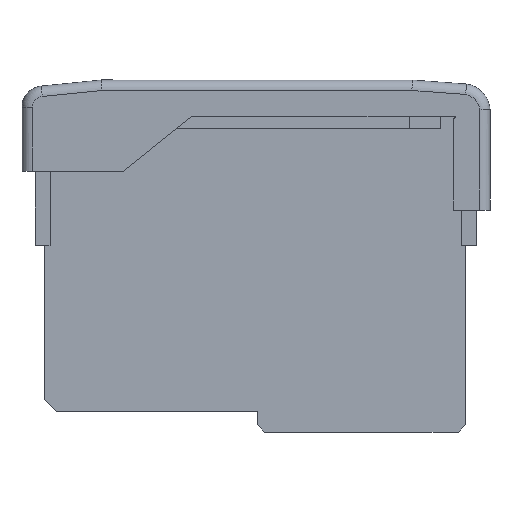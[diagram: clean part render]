
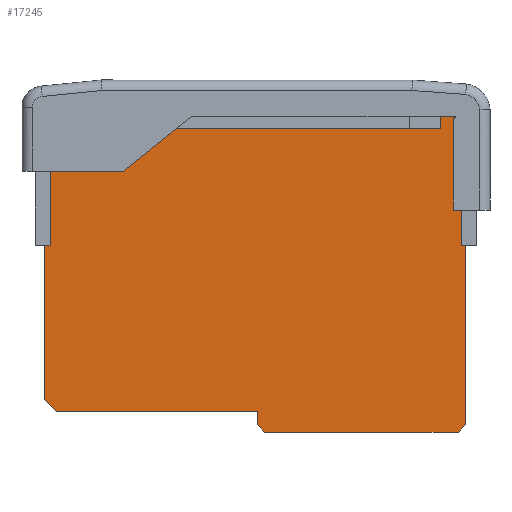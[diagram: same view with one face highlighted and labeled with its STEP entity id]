
A CAD part, left-side view. The second image highlights one B-rep face of the part: STEP entity #17245.
In plain terms, the highlighted planar face has unit normal (-1, 0, 0).
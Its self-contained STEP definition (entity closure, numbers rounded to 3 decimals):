
#348 = EDGE_CURVE ( 'NONE', #349, #1935, #3954, .T. ) ;
#349 = VERTEX_POINT ( 'NONE', #3950 ) ;
#440 = EDGE_CURVE ( 'NONE', #349, #1921, #4246, .T. ) ;
#1560 = EDGE_CURVE ( 'NONE', #1561, #1924, #13287, .T. ) ;
#1561 = VERTEX_POINT ( 'NONE', #13283 ) ;
#1676 = EDGE_CURVE ( 'NONE', #1941, #1561, #13618, .T. ) ;
#1921 = VERTEX_POINT ( 'NONE', #14414 ) ;
#1924 = VERTEX_POINT ( 'NONE', #14409 ) ;
#1935 = VERTEX_POINT ( 'NONE', #14500 ) ;
#1941 = VERTEX_POINT ( 'NONE', #14493 ) ;
#3950 = CARTESIAN_POINT ( 'NONE',  ( 24.783, -35.086, -26.636 ) ) ;
#3951 = DIRECTION ( 'NONE',  ( 0., 0., 1. ) ) ;
#3952 = VECTOR ( 'NONE', #3951, 1000. ) ;
#3953 = CARTESIAN_POINT ( 'NONE',  ( 24.783, -35.086, -26.636 ) ) ;
#3954 = LINE ( 'NONE', #3953, #3952 ) ;
#4243 = DIRECTION ( 'NONE',  ( 0., -1., 0. ) ) ;
#4244 = VECTOR ( 'NONE', #4243, 1000. ) ;
#4245 = CARTESIAN_POINT ( 'NONE',  ( 24.783, -35.086, -26.636 ) ) ;
#4246 = LINE ( 'NONE', #4245, #4244 ) ;
#6966 = FACE_OUTER_BOUND ( 'NONE', #17098, .T. ) ;
#6972 = DIRECTION ( 'NONE',  ( 0., -0.996, 0.085 ) ) ;
#6973 = VECTOR ( 'NONE', #6972, 1000. ) ;
#6985 = CARTESIAN_POINT ( 'NONE',  ( 24.783, 45.139, 1.697 ) ) ;
#6986 = LINE ( 'NONE', #6985, #6973 ) ;
#7008 = CARTESIAN_POINT ( 'NONE',  ( 24.783, 30.493, 2.947 ) ) ;
#7009 = DIRECTION ( 'NONE',  ( 0., 0., 1. ) ) ;
#7010 = DIRECTION ( 'NONE',  ( -1., 0., 0. ) ) ;
#7011 = CARTESIAN_POINT ( 'NONE',  ( 24.783, 0.421, -98.721 ) ) ;
#7012 = AXIS2_PLACEMENT_3D ( 'NONE', #7011, #7010, #7009 ) ;
#7013 = PLANE ( 'NONE',  #7012 ) ;
#7018 = DIRECTION ( 'NONE',  ( 0., 0.664, 0.748 ) ) ;
#7019 = VECTOR ( 'NONE', #7018, 1000. ) ;
#7020 = CARTESIAN_POINT ( 'NONE',  ( 24.783, 4.139, -61.098 ) ) ;
#7021 = LINE ( 'NONE', #7020, #7019 ) ;
#7031 = CARTESIAN_POINT ( 'NONE',  ( 24.783, 2.772, -62.637 ) ) ;
#7032 = DIRECTION ( 'NONE',  ( 0., 0., 1. ) ) ;
#7033 = VECTOR ( 'NONE', #7032, 1000. ) ;
#7034 = CARTESIAN_POINT ( 'NONE',  ( 24.783, 4.139, -58.593 ) ) ;
#7035 = LINE ( 'NONE', #7034, #7033 ) ;
#7036 = CARTESIAN_POINT ( 'NONE',  ( 24.783, 4.139, -61.098 ) ) ;
#7248 = CARTESIAN_POINT ( 'NONE',  ( 24.783, 45.139, -56.401 ) ) ;
#7249 = LINE ( 'NONE', #7248, #7297 ) ;
#7289 = CARTESIAN_POINT ( 'NONE',  ( 24.783, 45.139, -56.401 ) ) ;
#7290 = DIRECTION ( 'NONE',  ( 0., 1., 0. ) ) ;
#7291 = VECTOR ( 'NONE', #7290, 1000. ) ;
#7292 = CARTESIAN_POINT ( 'NONE',  ( 24.783, 42.822, -58.593 ) ) ;
#7293 = LINE ( 'NONE', #7292, #7291 ) ;
#7294 = CARTESIAN_POINT ( 'NONE',  ( 24.783, 4.139, -58.593 ) ) ;
#7295 = CARTESIAN_POINT ( 'NONE',  ( 24.783, 42.822, -58.593 ) ) ;
#7296 = DIRECTION ( 'NONE',  ( 0., 0.726, 0.687 ) ) ;
#7297 = VECTOR ( 'NONE', #7296, 1000. ) ;
#7383 = DIRECTION ( 'NONE',  ( 0., 0., 1. ) ) ;
#7384 = VECTOR ( 'NONE', #7383, 1000. ) ;
#7385 = CARTESIAN_POINT ( 'NONE',  ( 24.783, 45.139, 1.697 ) ) ;
#7387 = LINE ( 'NONE', #7385, #7384 ) ;
#7556 = DIRECTION ( 'NONE',  ( 0., 0., -1. ) ) ;
#7557 = VECTOR ( 'NONE', #7556, 1000. ) ;
#7558 = CARTESIAN_POINT ( 'NONE',  ( 24.783, -35.861, -61.098 ) ) ;
#7559 = LINE ( 'NONE', #7558, #7557 ) ;
#7579 = DIRECTION ( 'NONE',  ( 0., 0.694, -0.72 ) ) ;
#7580 = VECTOR ( 'NONE', #7579, 1000. ) ;
#7581 = CARTESIAN_POINT ( 'NONE',  ( 24.783, -34.378, -62.637 ) ) ;
#7582 = LINE ( 'NONE', #7581, #7580 ) ;
#7584 = CARTESIAN_POINT ( 'NONE',  ( 24.783, -34.378, -62.637 ) ) ;
#7608 = DIRECTION ( 'NONE',  ( 0., 1., 0. ) ) ;
#7609 = VECTOR ( 'NONE', #7608, 1000. ) ;
#7610 = CARTESIAN_POINT ( 'NONE',  ( 24.783, 2.772, -62.637 ) ) ;
#7611 = LINE ( 'NONE', #7610, #7609 ) ;
#7613 = CARTESIAN_POINT ( 'NONE',  ( 24.783, -35.861, -61.098 ) ) ;
#7661 = DIRECTION ( 'NONE',  ( 0., -0.998, -0.067 ) ) ;
#7662 = VECTOR ( 'NONE', #7661, 1000. ) ;
#7663 = CARTESIAN_POINT ( 'NONE',  ( 24.783, -17.152, 2.947 ) ) ;
#7664 = LINE ( 'NONE', #7663, #7662 ) ;
#7666 = CARTESIAN_POINT ( 'NONE',  ( 24.783, -17.152, 2.947 ) ) ;
#8245 = DIRECTION ( 'NONE',  ( 0., -1., 0. ) ) ;
#8246 = VECTOR ( 'NONE', #8245, 1000. ) ;
#8247 = CARTESIAN_POINT ( 'NONE',  ( 24.783, 30.493, 2.947 ) ) ;
#8248 = LINE ( 'NONE', #8247, #8246 ) ;
#13283 = CARTESIAN_POINT ( 'NONE',  ( 24.783, 44.089, -26.636 ) ) ;
#13284 = DIRECTION ( 'NONE',  ( 0., 0., 1. ) ) ;
#13285 = VECTOR ( 'NONE', #13284, 1000. ) ;
#13286 = CARTESIAN_POINT ( 'NONE',  ( 24.783, 44.089, -26.636 ) ) ;
#13287 = LINE ( 'NONE', #13286, #13285 ) ;
#13615 = DIRECTION ( 'NONE',  ( 0., -1., 0. ) ) ;
#13616 = VECTOR ( 'NONE', #13615, 1000. ) ;
#13617 = CARTESIAN_POINT ( 'NONE',  ( 24.783, 44.089, -26.636 ) ) ;
#13618 = LINE ( 'NONE', #13617, #13616 ) ;
#14409 = CARTESIAN_POINT ( 'NONE',  ( 24.783, 44.089, 1.787 ) ) ;
#14414 = CARTESIAN_POINT ( 'NONE',  ( 24.783, -35.861, -26.636 ) ) ;
#14493 = CARTESIAN_POINT ( 'NONE',  ( 24.783, 45.139, -26.636 ) ) ;
#14500 = CARTESIAN_POINT ( 'NONE',  ( 24.783, -35.086, 1.749 ) ) ;
#17098 = EDGE_LOOP ( 'NONE', ( #17221, #17355, #17347, #17317, #17316, #17267, #17254, #17380, #17378, #17371, #17366, #17367, #17369, #17396, #17523 ) ) ;
#17221 = ORIENTED_EDGE ( 'NONE', *, *, #1560, .F. ) ;
#17240 = EDGE_CURVE ( 'NONE', #1924, #17249, #6986, .T. ) ;
#17245 = ADVANCED_FACE ( 'NONE', ( #6966 ), #7013, .T. ) ;
#17249 = VERTEX_POINT ( 'NONE', #7008 ) ;
#17253 = VERTEX_POINT ( 'NONE', #7036 ) ;
#17254 = ORIENTED_EDGE ( 'NONE', *, *, #17262, .F. ) ;
#17255 = EDGE_CURVE ( 'NONE', #17253, #17320, #7035, .T. ) ;
#17256 = VERTEX_POINT ( 'NONE', #7031 ) ;
#17262 = EDGE_CURVE ( 'NONE', #17256, #17253, #7021, .T. ) ;
#17267 = ORIENTED_EDGE ( 'NONE', *, *, #17255, .F. ) ;
#17316 = ORIENTED_EDGE ( 'NONE', *, *, #17321, .F. ) ;
#17317 = ORIENTED_EDGE ( 'NONE', *, *, #17318, .F. ) ;
#17318 = EDGE_CURVE ( 'NONE', #17319, #17325, #7249, .T. ) ;
#17319 = VERTEX_POINT ( 'NONE', #7295 ) ;
#17320 = VERTEX_POINT ( 'NONE', #7294 ) ;
#17321 = EDGE_CURVE ( 'NONE', #17320, #17319, #7293, .T. ) ;
#17325 = VERTEX_POINT ( 'NONE', #7289 ) ;
#17341 = EDGE_CURVE ( 'NONE', #17325, #1941, #7387, .T. ) ;
#17347 = ORIENTED_EDGE ( 'NONE', *, *, #17341, .F. ) ;
#17355 = ORIENTED_EDGE ( 'NONE', *, *, #1676, .F. ) ;
#17366 = ORIENTED_EDGE ( 'NONE', *, *, #440, .F. ) ;
#17367 = ORIENTED_EDGE ( 'NONE', *, *, #348, .T. ) ;
#17369 = ORIENTED_EDGE ( 'NONE', *, *, #17398, .F. ) ;
#17371 = ORIENTED_EDGE ( 'NONE', *, *, #17372, .F. ) ;
#17372 = EDGE_CURVE ( 'NONE', #1921, #17379, #7559, .T. ) ;
#17374 = VERTEX_POINT ( 'NONE', #7584 ) ;
#17376 = EDGE_CURVE ( 'NONE', #17379, #17374, #7582, .T. ) ;
#17378 = ORIENTED_EDGE ( 'NONE', *, *, #17376, .F. ) ;
#17379 = VERTEX_POINT ( 'NONE', #7613 ) ;
#17380 = ORIENTED_EDGE ( 'NONE', *, *, #17381, .F. ) ;
#17381 = EDGE_CURVE ( 'NONE', #17374, #17256, #7611, .T. ) ;
#17395 = VERTEX_POINT ( 'NONE', #7666 ) ;
#17396 = ORIENTED_EDGE ( 'NONE', *, *, #17520, .F. ) ;
#17398 = EDGE_CURVE ( 'NONE', #17395, #1935, #7664, .T. ) ;
#17520 = EDGE_CURVE ( 'NONE', #17249, #17395, #8248, .T. ) ;
#17523 = ORIENTED_EDGE ( 'NONE', *, *, #17240, .F. ) ;
